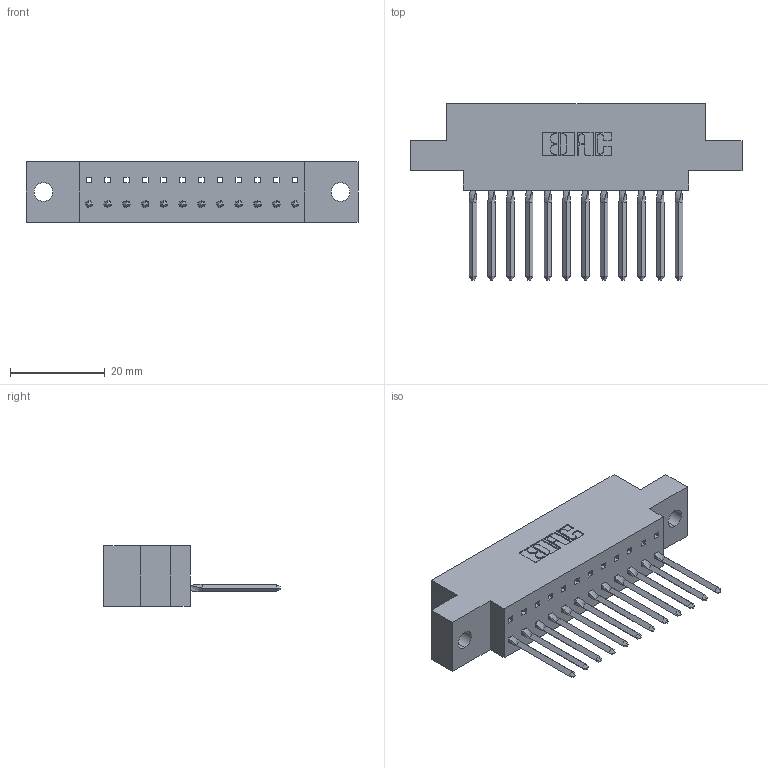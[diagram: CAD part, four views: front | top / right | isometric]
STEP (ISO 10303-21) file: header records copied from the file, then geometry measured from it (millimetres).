
FILE_DESCRIPTION (( 'STEP AP203' ), '1' );
FILE_NAME ('317-012-542-604.STEP', '2020-02-27T13:53:09', ( '' ), ( '' ), 'SwSTEP 2.0', 'SolidWorks 2016', '' );
FILE_SCHEMA (( 'CONFIG_CONTROL_DESIGN' ));
Length unit declared in the file: inch
Products named in the file (3): 317-012-542-604; 317 Part_.156 Dia - TH; 317-290-003_542
Assembly tree (13 placements, depth 2):
  317-012-542-604
    317 Part_.156 Dia - TH
    317-290-003_542  x12
Bounding box: 70.26 x 37.34 x 12.7 mm (x, y, z)
Volume: 9967.2 mm3; surface area: 11290.5 mm2
Topology: 13 solids, 13 shells, 1002 faces, 2879 edges, 1862 vertices
Faces by surface type: plane 826, cylinder 128, bspline 48
Entity records: 20167 total; most frequent: CARTESIAN_POINT 3817, ORIENTED_EDGE 3492, DIRECTION 2966, EDGE_CURVE 1746, VECTOR 1576, LINE 1576, VERTEX_POINT 1158, AXIS2_PLACEMENT_3D 695
